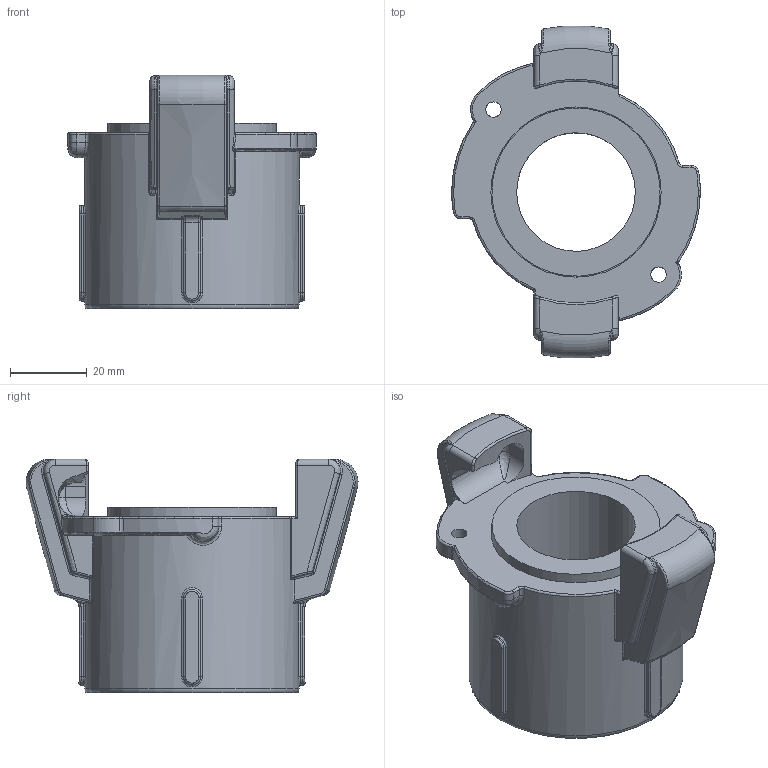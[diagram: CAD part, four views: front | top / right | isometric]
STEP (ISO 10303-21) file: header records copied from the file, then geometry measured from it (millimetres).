
FILE_DESCRIPTION(/* description */ (''),/* implementation_level */ '2;1');
FILE_NAME(/* name */ 'sk_38_tn.stp',/* time_stamp */ '2020-04-22T08:36:12+02:00',/* author */ ('schnellinger'),/* organization */ (''),/* preprocessor_version */ 'ST-DEVELOPER v17',/* originating_system */ 'Autodesk Inventor 2018',/* authorisation */ '0 mm^3');
FILE_SCHEMA (('AUTOMOTIVE_DESIGN { 1 0 10303 214 3 1 1 }'));
Length unit declared in the file: millimetre
Products named in the file (1): 20070503G0000003-00_Shrinkwrap_1
Bounding box: 64.99 x 86.79 x 61 mm (x, y, z)
Volume: 88122.9 mm3; surface area: 30421.5 mm2
Topology: 2 solids, 2 shells, 335 faces, 813 edges, 465 vertices
Faces by surface type: bspline 131, cylinder 93, plane 45, torus 44, cone 14, sphere 8
Full cylindrical faces by diameter (mm): 4 x2, 31 x1, 38.952 x1, 41 x2, 43 x1, 44 x3, 44.5 x2, 56 x1
Entity records: 14381 total; most frequent: CARTESIAN_POINT 7047, ORIENTED_EDGE 1582, DIRECTION 1244, EDGE_CURVE 791, AXIS2_PLACEMENT_3D 540, VERTEX_POINT 465, EDGE_LOOP 348, STYLED_ITEM 337
